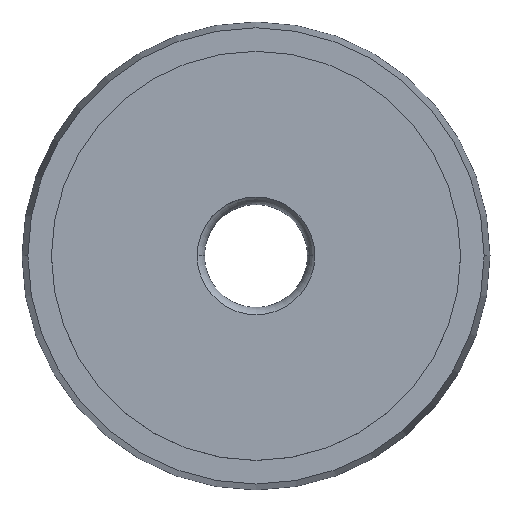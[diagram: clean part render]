
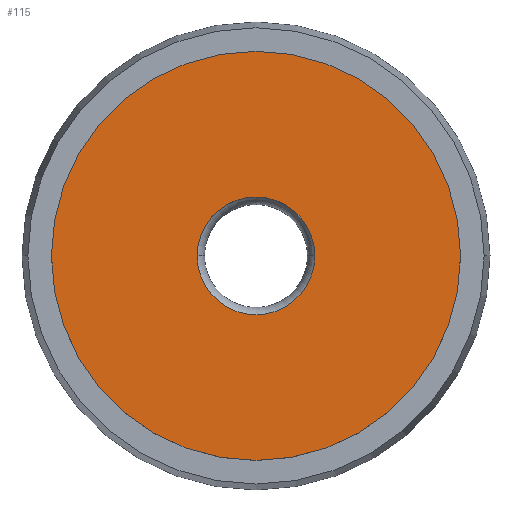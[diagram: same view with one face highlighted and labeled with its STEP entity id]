
A CAD part, top view. The second image highlights one B-rep face of the part: STEP entity #115.
In plain terms, the highlighted planar face has unit normal (0, 0, 1).
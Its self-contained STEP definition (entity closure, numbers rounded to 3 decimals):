
#5 = CARTESIAN_POINT ( 'NONE',  ( 0., 0., 0. ) ) ;
#9 = PLANE ( 'NONE',  #311 ) ;
#29 = ORIENTED_EDGE ( 'NONE', *, *, #228, .F. ) ;
#54 = VERTEX_POINT ( 'NONE', #77 ) ;
#77 = CARTESIAN_POINT ( 'NONE',  ( 6.95, 0., 0. ) ) ;
#85 = CIRCLE ( 'NONE', #557, 2. ) ;
#90 = EDGE_CURVE ( 'NONE', #54, #485, #448, .T. ) ;
#94 = CARTESIAN_POINT ( 'NONE',  ( -2., 0., 0. ) ) ;
#98 = CARTESIAN_POINT ( 'NONE',  ( 0., 0., 0. ) ) ;
#107 = CARTESIAN_POINT ( 'NONE',  ( 0., 0., 0. ) ) ;
#115 = ADVANCED_FACE ( 'NONE', ( #470, #179 ), #9, .F. ) ;
#130 = EDGE_CURVE ( 'NONE', #574, #229, #85, .T. ) ;
#135 = CARTESIAN_POINT ( 'NONE',  ( 0., 0., 0. ) ) ;
#139 = AXIS2_PLACEMENT_3D ( 'NONE', #98, #452, #142 ) ;
#142 = DIRECTION ( 'NONE',  ( 1., 0., 0. ) ) ;
#169 = DIRECTION ( 'NONE',  ( -1., 0., 0. ) ) ;
#179 = FACE_OUTER_BOUND ( 'NONE', #415, .T. ) ;
#193 = DIRECTION ( 'NONE',  ( 0., 0., 1. ) ) ;
#209 = EDGE_LOOP ( 'NONE', ( #29, #271 ) ) ;
#228 = EDGE_CURVE ( 'NONE', #229, #574, #422, .T. ) ;
#229 = VERTEX_POINT ( 'NONE', #469 ) ;
#241 = DIRECTION ( 'NONE',  ( 1., 0., 0. ) ) ;
#271 = ORIENTED_EDGE ( 'NONE', *, *, #130, .F. ) ;
#276 = CARTESIAN_POINT ( 'NONE',  ( -6.95, 0., 0. ) ) ;
#289 = CIRCLE ( 'NONE', #496, 6.95 ) ;
#311 = AXIS2_PLACEMENT_3D ( 'NONE', #5, #529, #169 ) ;
#415 = EDGE_LOOP ( 'NONE', ( #424, #503 ) ) ;
#422 = CIRCLE ( 'NONE', #547, 2. ) ;
#424 = ORIENTED_EDGE ( 'NONE', *, *, #90, .T. ) ;
#448 = CIRCLE ( 'NONE', #139, 6.95 ) ;
#452 = DIRECTION ( 'NONE',  ( 0., 0., 1. ) ) ;
#454 = DIRECTION ( 'NONE',  ( 1., 0., 0. ) ) ;
#469 = CARTESIAN_POINT ( 'NONE',  ( 2., 0., 0. ) ) ;
#470 = FACE_BOUND ( 'NONE', #209, .T. ) ;
#485 = VERTEX_POINT ( 'NONE', #276 ) ;
#496 = AXIS2_PLACEMENT_3D ( 'NONE', #604, #193, #454 ) ;
#503 = ORIENTED_EDGE ( 'NONE', *, *, #625, .T. ) ;
#515 = DIRECTION ( 'NONE',  ( 0., 0., 1. ) ) ;
#529 = DIRECTION ( 'NONE',  ( 0., 0., -1. ) ) ;
#546 = DIRECTION ( 'NONE',  ( 0., 0., 1. ) ) ;
#547 = AXIS2_PLACEMENT_3D ( 'NONE', #107, #515, #559 ) ;
#557 = AXIS2_PLACEMENT_3D ( 'NONE', #135, #546, #241 ) ;
#559 = DIRECTION ( 'NONE',  ( 1., 0., 0. ) ) ;
#574 = VERTEX_POINT ( 'NONE', #94 ) ;
#604 = CARTESIAN_POINT ( 'NONE',  ( 0., 0., 0. ) ) ;
#625 = EDGE_CURVE ( 'NONE', #485, #54, #289, .T. ) ;
